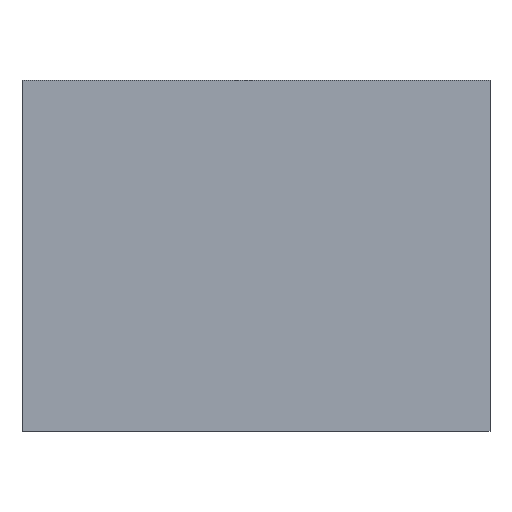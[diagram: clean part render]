
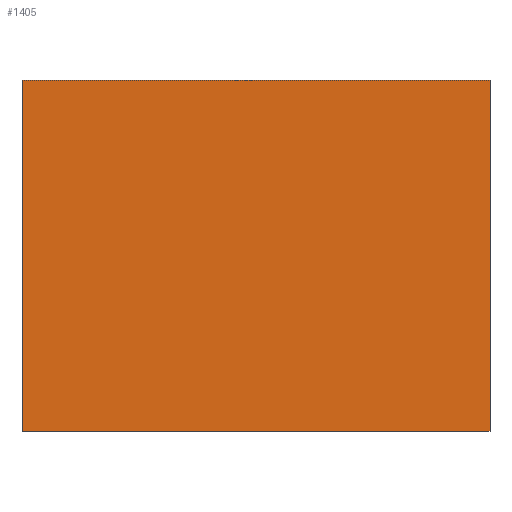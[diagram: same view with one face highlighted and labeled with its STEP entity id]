
A CAD part, left-side view. The second image highlights one B-rep face of the part: STEP entity #1405.
In plain terms, the highlighted planar face has unit normal (-1, 0, 0).
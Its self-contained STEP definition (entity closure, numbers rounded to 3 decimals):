
#56=FACE_OUTER_BOUND('',#150,.T.);
#150=EDGE_LOOP('',(#962,#963,#964,#965));
#374=LINE('',#2394,#478);
#377=LINE('',#2400,#481);
#379=LINE('',#2404,#483);
#380=LINE('',#2405,#484);
#478=VECTOR('',#1918,10.);
#481=VECTOR('',#1923,10.);
#483=VECTOR('',#1927,10.);
#484=VECTOR('',#1928,10.);
#588=VERTEX_POINT('',#2391);
#589=VERTEX_POINT('',#2393);
#591=VERTEX_POINT('',#2398);
#592=VERTEX_POINT('',#2403);
#726=EDGE_CURVE('',#589,#588,#374,.T.);
#729=EDGE_CURVE('',#591,#588,#377,.T.);
#731=EDGE_CURVE('',#591,#592,#379,.T.);
#732=EDGE_CURVE('',#592,#589,#380,.T.);
#962=ORIENTED_EDGE('',*,*,#731,.T.);
#963=ORIENTED_EDGE('',*,*,#732,.T.);
#964=ORIENTED_EDGE('',*,*,#726,.T.);
#965=ORIENTED_EDGE('',*,*,#729,.F.);
#1216=PLANE('',#1566);
#1405=ADVANCED_FACE('',(#56),#1216,.T.);
#1566=AXIS2_PLACEMENT_3D('',#2402,#1925,#1926);
#1918=DIRECTION('',(0.,1.,0.));
#1923=DIRECTION('',(0.,0.,1.));
#1925=DIRECTION('center_axis',(-1.,0.,0.));
#1926=DIRECTION('ref_axis',(0.,0.,1.));
#1927=DIRECTION('',(0.,-1.,0.));
#1928=DIRECTION('',(0.,0.,1.));
#2391=CARTESIAN_POINT('',(-31.355,17.536,15.));
#2393=CARTESIAN_POINT('',(-31.355,-22.464,15.));
#2394=CARTESIAN_POINT('',(-31.355,17.536,15.));
#2398=CARTESIAN_POINT('',(-31.355,17.536,-15.));
#2400=CARTESIAN_POINT('',(-31.355,17.536,0.));
#2402=CARTESIAN_POINT('Origin',(-31.355,17.536,0.));
#2403=CARTESIAN_POINT('',(-31.355,-22.464,-15.));
#2404=CARTESIAN_POINT('',(-31.355,17.536,-15.));
#2405=CARTESIAN_POINT('',(-31.355,-22.464,0.));
